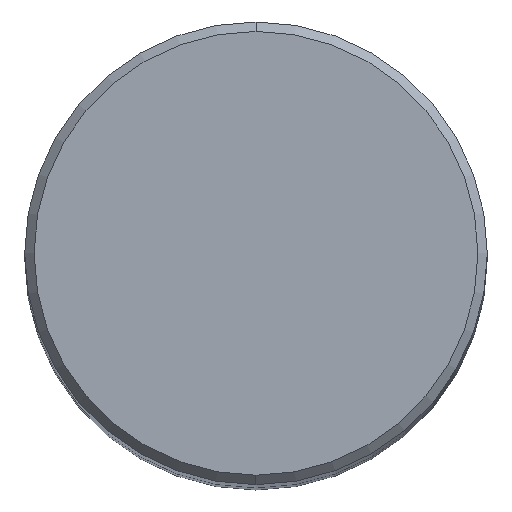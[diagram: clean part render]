
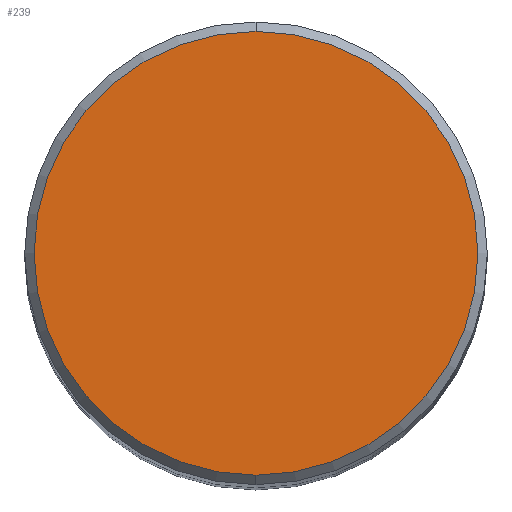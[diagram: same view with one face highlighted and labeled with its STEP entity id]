
A CAD part, top view. The second image highlights one B-rep face of the part: STEP entity #239.
In plain terms, the highlighted planar face has unit normal (0, 0, 1).
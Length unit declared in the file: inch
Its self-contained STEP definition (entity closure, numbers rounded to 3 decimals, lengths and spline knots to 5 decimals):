
#17 = CIRCLE ( 'NONE', #252, 0.47215 ) ;
#29 = AXIS2_PLACEMENT_3D ( 'NONE', #225, #144, #388 ) ;
#55 = FACE_OUTER_BOUND ( 'NONE', #416, .T. ) ;
#60 = ORIENTED_EDGE ( 'NONE', *, *, #320, .T. ) ;
#110 = DIRECTION ( 'NONE',  ( 0., 0., -1. ) ) ;
#141 = CARTESIAN_POINT ( 'NONE',  ( 0., 0., 0. ) ) ;
#144 = DIRECTION ( 'NONE',  ( 0., 0., 1. ) ) ;
#148 = EDGE_CURVE ( 'NONE', #307, #330, #17, .T. ) ;
#152 = PLANE ( 'NONE',  #316 ) ;
#171 = CARTESIAN_POINT ( 'NONE',  ( 0., 0.47215, 0. ) ) ;
#173 = DIRECTION ( 'NONE',  ( 0., 0., 1. ) ) ;
#183 = ORIENTED_EDGE ( 'NONE', *, *, #148, .T. ) ;
#187 = CARTESIAN_POINT ( 'NONE',  ( 0., 0.47215, 0. ) ) ;
#188 = CIRCLE ( 'NONE', #29, 0.47215 ) ;
#225 = CARTESIAN_POINT ( 'NONE',  ( 0., 0., 0. ) ) ;
#239 = ADVANCED_FACE ( 'NONE', ( #55 ), #152, .F. ) ;
#242 = DIRECTION ( 'NONE',  ( 0., 1., 0. ) ) ;
#252 = AXIS2_PLACEMENT_3D ( 'NONE', #141, #173, #262 ) ;
#262 = DIRECTION ( 'NONE',  ( 0., -1., 0. ) ) ;
#307 = VERTEX_POINT ( 'NONE', #404 ) ;
#316 = AXIS2_PLACEMENT_3D ( 'NONE', #187, #110, #242 ) ;
#320 = EDGE_CURVE ( 'NONE', #330, #307, #188, .T. ) ;
#330 = VERTEX_POINT ( 'NONE', #171 ) ;
#388 = DIRECTION ( 'NONE',  ( 0., -1., 0. ) ) ;
#404 = CARTESIAN_POINT ( 'NONE',  ( 0., -0.47215, 0. ) ) ;
#416 = EDGE_LOOP ( 'NONE', ( #60, #183 ) ) ;
